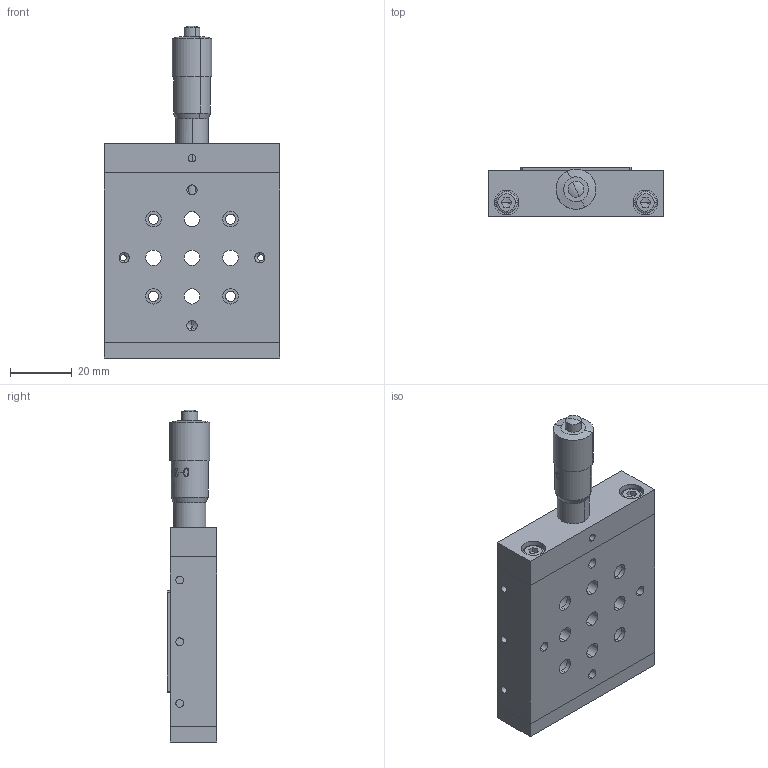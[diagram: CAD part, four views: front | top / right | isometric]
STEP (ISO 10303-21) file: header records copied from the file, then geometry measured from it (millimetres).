
FILE_DESCRIPTION (( 'STEP AP203' ), '1' );
FILE_NAME ('06RTS-0.5M.STEP', '2016-05-12T03:32:08', ( '' ), ( '' ), 'SwSTEP 2.0', 'SolidWorks 2016', '' );
FILE_SCHEMA (( 'CONFIG_CONTROL_DESIGN' ));
Products named in the file (1): 06RTS-0.5M
Bounding box: 57 x 16 x 107.64 mm (x, y, z)
Volume: 51310.4 mm3; surface area: 33256.5 mm2
Topology: 16 solids, 16 shells, 747 faces, 1941 edges, 1268 vertices
Faces by surface type: plane 360, cylinder 190, bspline 146, cone 46, sphere 3, torus 2
Entity records: 39449 total; most frequent: CARTESIAN_POINT 21906, ORIENTED_EDGE 3838, DIRECTION 3164, EDGE_CURVE 1919, VERTEX_POINT 1267, AXIS2_PLACEMENT_3D 1118, VECTOR 928, LINE 928
